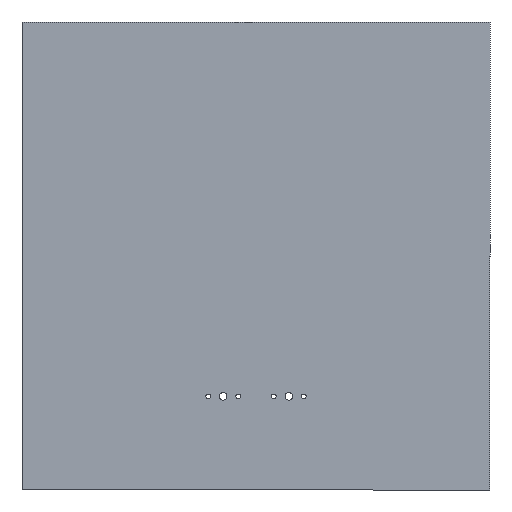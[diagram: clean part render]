
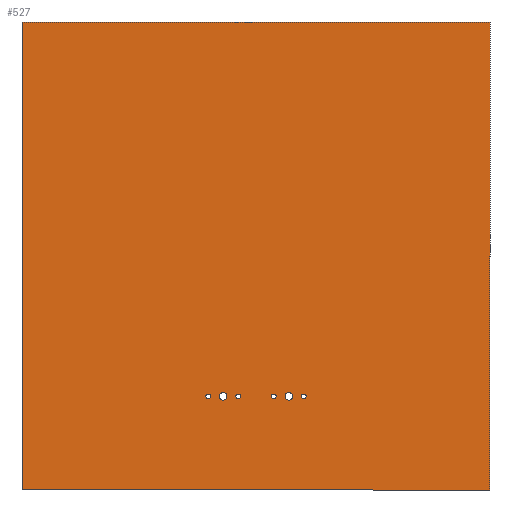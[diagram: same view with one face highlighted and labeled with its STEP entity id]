
A CAD part, front view. The second image highlights one B-rep face of the part: STEP entity #527.
In plain terms, the highlighted planar face has unit normal (0, -1, 0).
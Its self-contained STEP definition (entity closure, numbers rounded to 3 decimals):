
#4 = DIRECTION ( 'NONE',  ( 0., 0., 1. ) ) ;
#10 = CARTESIAN_POINT ( 'NONE',  ( 0., 0., 0. ) ) ;
#21 = VERTEX_POINT ( 'NONE', #618 ) ;
#33 = ORIENTED_EDGE ( 'NONE', *, *, #647, .T. ) ;
#42 = FACE_OUTER_BOUND ( 'NONE', #63, .T. ) ;
#43 = AXIS2_PLACEMENT_3D ( 'NONE', #588, #556, #195 ) ;
#51 = CARTESIAN_POINT ( 'NONE',  ( 51., 0., -402.5 ) ) ;
#54 = CIRCLE ( 'NONE', #439, 4. ) ;
#56 = DIRECTION ( 'NONE',  ( 0., 0., -1. ) ) ;
#58 = DIRECTION ( 'NONE',  ( 0., 1., 0. ) ) ;
#61 = DIRECTION ( 'NONE',  ( 0., 1., 0. ) ) ;
#62 = DIRECTION ( 'NONE',  ( -1., 0., 0. ) ) ;
#63 = EDGE_LOOP ( 'NONE', ( #434, #240, #625, #462 ) ) ;
#64 = AXIS2_PLACEMENT_3D ( 'NONE', #388, #596, #484 ) ;
#67 = ORIENTED_EDGE ( 'NONE', *, *, #536, .T. ) ;
#68 = EDGE_CURVE ( 'NONE', #551, #353, #241, .T. ) ;
#69 = CARTESIAN_POINT ( 'NONE',  ( -19., 0., -400. ) ) ;
#70 = DIRECTION ( 'NONE',  ( 0., 0., 1. ) ) ;
#71 = VERTEX_POINT ( 'NONE', #114 ) ;
#78 = CIRCLE ( 'NONE', #163, 2.5 ) ;
#79 = CARTESIAN_POINT ( 'NONE',  ( -250., 0., -500. ) ) ;
#84 = EDGE_LOOP ( 'NONE', ( #500, #374 ) ) ;
#92 = EDGE_CURVE ( 'NONE', #103, #584, #592, .T. ) ;
#96 = CARTESIAN_POINT ( 'NONE',  ( -19., 0., -400. ) ) ;
#103 = VERTEX_POINT ( 'NONE', #550 ) ;
#107 = CARTESIAN_POINT ( 'NONE',  ( -51., 0., -400. ) ) ;
#112 = VERTEX_POINT ( 'NONE', #325 ) ;
#114 = CARTESIAN_POINT ( 'NONE',  ( -19., 0., -402.5 ) ) ;
#116 = DIRECTION ( 'NONE',  ( 0., 0., -1. ) ) ;
#119 = AXIS2_PLACEMENT_3D ( 'NONE', #96, #652, #656 ) ;
#123 = DIRECTION ( 'NONE',  ( 0., 0., -1. ) ) ;
#129 = VERTEX_POINT ( 'NONE', #227 ) ;
#141 = EDGE_CURVE ( 'NONE', #519, #103, #172, .T. ) ;
#143 = DIRECTION ( 'NONE',  ( 0., 0., 1. ) ) ;
#152 = AXIS2_PLACEMENT_3D ( 'NONE', #494, #279, #116 ) ;
#154 = CIRCLE ( 'NONE', #510, 2.5 ) ;
#157 = CARTESIAN_POINT ( 'NONE',  ( -250., 0., 0. ) ) ;
#160 = EDGE_CURVE ( 'NONE', #512, #531, #573, .T. ) ;
#161 = CARTESIAN_POINT ( 'NONE',  ( 35., 0., -404. ) ) ;
#163 = AXIS2_PLACEMENT_3D ( 'NONE', #440, #61, #479 ) ;
#167 = DIRECTION ( 'NONE',  ( 0., 0., 1. ) ) ;
#172 = LINE ( 'NONE', #79, #183 ) ;
#174 = CIRCLE ( 'NONE', #119, 2.5 ) ;
#183 = VECTOR ( 'NONE', #62, 1000. ) ;
#192 = CARTESIAN_POINT ( 'NONE',  ( 51., 0., -400. ) ) ;
#195 = DIRECTION ( 'NONE',  ( 0., 0., -1. ) ) ;
#196 = AXIS2_PLACEMENT_3D ( 'NONE', #269, #220, #167 ) ;
#197 = EDGE_LOOP ( 'NONE', ( #276, #287 ) ) ;
#198 = EDGE_CURVE ( 'NONE', #306, #485, #344, .T. ) ;
#202 = FACE_BOUND ( 'NONE', #335, .T. ) ;
#217 = VECTOR ( 'NONE', #70, 1000. ) ;
#219 = CIRCLE ( 'NONE', #196, 4. ) ;
#220 = DIRECTION ( 'NONE',  ( 0., 1., 0. ) ) ;
#223 = DIRECTION ( 'NONE',  ( 0., 0., 1. ) ) ;
#227 = CARTESIAN_POINT ( 'NONE',  ( -51., 0., -397.5 ) ) ;
#231 = DIRECTION ( 'NONE',  ( 0., 1., 0. ) ) ;
#240 = ORIENTED_EDGE ( 'NONE', *, *, #372, .F. ) ;
#241 = CIRCLE ( 'NONE', #152, 4. ) ;
#269 = CARTESIAN_POINT ( 'NONE',  ( 35., 0., -400. ) ) ;
#276 = ORIENTED_EDGE ( 'NONE', *, *, #294, .T. ) ;
#279 = DIRECTION ( 'NONE',  ( 0., 1., 0. ) ) ;
#287 = ORIENTED_EDGE ( 'NONE', *, *, #566, .T. ) ;
#288 = AXIS2_PLACEMENT_3D ( 'NONE', #382, #587, #532 ) ;
#290 = EDGE_LOOP ( 'NONE', ( #576, #297 ) ) ;
#294 = EDGE_CURVE ( 'NONE', #71, #21, #174, .T. ) ;
#297 = ORIENTED_EDGE ( 'NONE', *, *, #558, .T. ) ;
#303 = ORIENTED_EDGE ( 'NONE', *, *, #68, .T. ) ;
#306 = VERTEX_POINT ( 'NONE', #502 ) ;
#308 = FACE_BOUND ( 'NONE', #84, .T. ) ;
#313 = LINE ( 'NONE', #157, #386 ) ;
#316 = AXIS2_PLACEMENT_3D ( 'NONE', #192, #403, #143 ) ;
#319 = VECTOR ( 'NONE', #123, 1000. ) ;
#321 = CARTESIAN_POINT ( 'NONE',  ( 250., 0., -500. ) ) ;
#323 = DIRECTION ( 'NONE',  ( 0., 1., 0. ) ) ;
#325 = CARTESIAN_POINT ( 'NONE',  ( -51., 0., -402.5 ) ) ;
#330 = VERTEX_POINT ( 'NONE', #610 ) ;
#332 = CARTESIAN_POINT ( 'NONE',  ( -35., 0., -400. ) ) ;
#335 = EDGE_LOOP ( 'NONE', ( #385, #475 ) ) ;
#344 = CIRCLE ( 'NONE', #43, 2.5 ) ;
#348 = ORIENTED_EDGE ( 'NONE', *, *, #160, .T. ) ;
#353 = VERTEX_POINT ( 'NONE', #663 ) ;
#358 = EDGE_CURVE ( 'NONE', #330, #495, #506, .T. ) ;
#362 = FACE_BOUND ( 'NONE', #541, .T. ) ;
#372 = EDGE_CURVE ( 'NONE', #584, #515, #313, .T. ) ;
#374 = ORIENTED_EDGE ( 'NONE', *, *, #487, .T. ) ;
#378 = CARTESIAN_POINT ( 'NONE',  ( -35., 0., -404. ) ) ;
#382 = CARTESIAN_POINT ( 'NONE',  ( 51., 0., -400. ) ) ;
#385 = ORIENTED_EDGE ( 'NONE', *, *, #655, .T. ) ;
#386 = VECTOR ( 'NONE', #523, 1000. ) ;
#388 = CARTESIAN_POINT ( 'NONE',  ( 35., 0., -400. ) ) ;
#403 = DIRECTION ( 'NONE',  ( 0., 1., 0. ) ) ;
#417 = CIRCLE ( 'NONE', #507, 2.5 ) ;
#428 = DIRECTION ( 'NONE',  ( 0., 0., -1. ) ) ;
#432 = CARTESIAN_POINT ( 'NONE',  ( 250., 0., -500. ) ) ;
#434 = ORIENTED_EDGE ( 'NONE', *, *, #548, .F. ) ;
#435 = DIRECTION ( 'NONE',  ( 0., 1., 0. ) ) ;
#439 = AXIS2_PLACEMENT_3D ( 'NONE', #332, #323, #428 ) ;
#440 = CARTESIAN_POINT ( 'NONE',  ( -51., 0., -400. ) ) ;
#462 = ORIENTED_EDGE ( 'NONE', *, *, #141, .F. ) ;
#467 = FACE_BOUND ( 'NONE', #290, .T. ) ;
#471 = EDGE_LOOP ( 'NONE', ( #303, #67 ) ) ;
#474 = CARTESIAN_POINT ( 'NONE',  ( 250., 0., 0. ) ) ;
#475 = ORIENTED_EDGE ( 'NONE', *, *, #358, .T. ) ;
#479 = DIRECTION ( 'NONE',  ( 0., 0., -1. ) ) ;
#484 = DIRECTION ( 'NONE',  ( 0., 0., 1. ) ) ;
#485 = VERTEX_POINT ( 'NONE', #577 ) ;
#487 = EDGE_CURVE ( 'NONE', #129, #112, #154, .T. ) ;
#488 = PLANE ( 'NONE',  #645 ) ;
#494 = CARTESIAN_POINT ( 'NONE',  ( -35., 0., -400. ) ) ;
#495 = VERTEX_POINT ( 'NONE', #51 ) ;
#500 = ORIENTED_EDGE ( 'NONE', *, *, #585, .T. ) ;
#502 = CARTESIAN_POINT ( 'NONE',  ( 19., 0., -402.5 ) ) ;
#506 = CIRCLE ( 'NONE', #316, 2.5 ) ;
#507 = AXIS2_PLACEMENT_3D ( 'NONE', #634, #58, #637 ) ;
#510 = AXIS2_PLACEMENT_3D ( 'NONE', #107, #617, #56 ) ;
#512 = VERTEX_POINT ( 'NONE', #161 ) ;
#515 = VERTEX_POINT ( 'NONE', #474 ) ;
#519 = VERTEX_POINT ( 'NONE', #321 ) ;
#523 = DIRECTION ( 'NONE',  ( 1., 0., 0. ) ) ;
#527 = ADVANCED_FACE ( 'NONE', ( #42, #362, #670, #571, #308, #467, #202 ), #488, .F. ) ;
#529 = CIRCLE ( 'NONE', #288, 2.5 ) ;
#531 = VERTEX_POINT ( 'NONE', #544 ) ;
#532 = DIRECTION ( 'NONE',  ( 0., 0., 1. ) ) ;
#534 = LINE ( 'NONE', #432, #319 ) ;
#536 = EDGE_CURVE ( 'NONE', #353, #551, #54, .T. ) ;
#541 = EDGE_LOOP ( 'NONE', ( #348, #33 ) ) ;
#544 = CARTESIAN_POINT ( 'NONE',  ( 35., 0., -396. ) ) ;
#548 = EDGE_CURVE ( 'NONE', #515, #519, #534, .T. ) ;
#550 = CARTESIAN_POINT ( 'NONE',  ( -250., 0., -500. ) ) ;
#551 = VERTEX_POINT ( 'NONE', #378 ) ;
#556 = DIRECTION ( 'NONE',  ( 0., 1., 0. ) ) ;
#558 = EDGE_CURVE ( 'NONE', #485, #306, #417, .T. ) ;
#566 = EDGE_CURVE ( 'NONE', #21, #71, #591, .T. ) ;
#571 = FACE_BOUND ( 'NONE', #197, .T. ) ;
#573 = CIRCLE ( 'NONE', #64, 4. ) ;
#576 = ORIENTED_EDGE ( 'NONE', *, *, #198, .T. ) ;
#577 = CARTESIAN_POINT ( 'NONE',  ( 19., 0., -397.5 ) ) ;
#584 = VERTEX_POINT ( 'NONE', #648 ) ;
#585 = EDGE_CURVE ( 'NONE', #112, #129, #78, .T. ) ;
#587 = DIRECTION ( 'NONE',  ( 0., 1., 0. ) ) ;
#588 = CARTESIAN_POINT ( 'NONE',  ( 19., 0., -400. ) ) ;
#591 = CIRCLE ( 'NONE', #679, 2.5 ) ;
#592 = LINE ( 'NONE', #646, #217 ) ;
#596 = DIRECTION ( 'NONE',  ( 0., 1., 0. ) ) ;
#610 = CARTESIAN_POINT ( 'NONE',  ( 51., 0., -397.5 ) ) ;
#617 = DIRECTION ( 'NONE',  ( 0., 1., 0. ) ) ;
#618 = CARTESIAN_POINT ( 'NONE',  ( -19., 0., -397.5 ) ) ;
#625 = ORIENTED_EDGE ( 'NONE', *, *, #92, .F. ) ;
#634 = CARTESIAN_POINT ( 'NONE',  ( 19., 0., -400. ) ) ;
#637 = DIRECTION ( 'NONE',  ( 0., 0., -1. ) ) ;
#645 = AXIS2_PLACEMENT_3D ( 'NONE', #10, #435, #223 ) ;
#646 = CARTESIAN_POINT ( 'NONE',  ( -250., 0., -500. ) ) ;
#647 = EDGE_CURVE ( 'NONE', #531, #512, #219, .T. ) ;
#648 = CARTESIAN_POINT ( 'NONE',  ( -250., 0., 0. ) ) ;
#652 = DIRECTION ( 'NONE',  ( 0., 1., 0. ) ) ;
#655 = EDGE_CURVE ( 'NONE', #495, #330, #529, .T. ) ;
#656 = DIRECTION ( 'NONE',  ( 0., 0., 1. ) ) ;
#663 = CARTESIAN_POINT ( 'NONE',  ( -35., 0., -396. ) ) ;
#670 = FACE_BOUND ( 'NONE', #471, .T. ) ;
#679 = AXIS2_PLACEMENT_3D ( 'NONE', #69, #231, #4 ) ;
